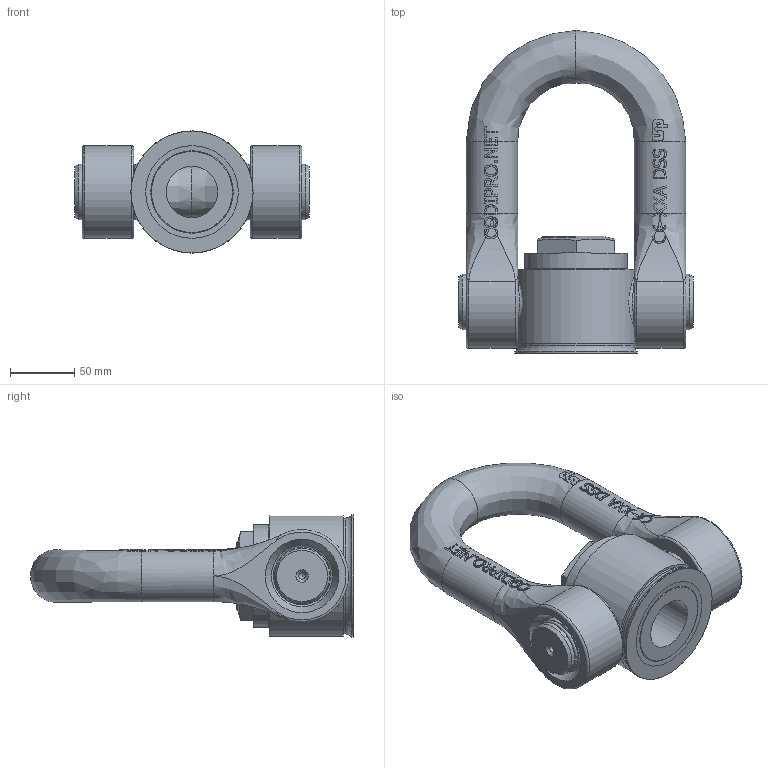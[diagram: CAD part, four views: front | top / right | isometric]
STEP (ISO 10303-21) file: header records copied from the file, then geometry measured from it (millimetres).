
FILE_DESCRIPTION(/* description */ (''),/* implementation_level */ '2;1');
FILE_NAME(/* name */ 'FE DSS M45 UP.stp',/* time_stamp */ '2017-09-22T09:31:44+02:00',/* author */ ('rklenes'),/* organization */ (''),/* preprocessor_version */ 'ST-DEVELOPER v16.5',/* originating_system */ 'Autodesk Inventor 2017',/* authorisation */ '');
FILE_SCHEMA (('AUTOMOTIVE_DESIGN { 1 0 10303 214 3 1 1 }'));
Length unit declared in the file: millimetre
Products named in the file (7): FE DSS M45 UP; DSS_N4BISX68; DSM_N4X68_BIS; DSM_M4_BIS; DIN 7993 - A 42; DSE_M64A; FE_DSA_M45
Assembly tree (7 placements, depth 3):
  FE DSS M45 UP
    DSS_N4BISX68
      DSM_N4X68_BIS
      DSM_M4_BIS
      DIN 7993 - A 42  x2
    DSE_M64A
    FE_DSA_M45
Bounding box: 182 x 251 x 95 mm (x, y, z)
Volume: 1275000.7 mm3; surface area: 196444.3 mm2
Topology: 6 solids, 6 shells, 826 faces, 2251 edges, 1493 vertices
Faces by surface type: plane 411, bspline 269, cylinder 77, sphere 35, cone 21, torus 13
Full cylindrical faces by diameter (mm): 4.917 x2, 40 x2, 40.129 x1, 43 x4, 44.2 x2, 64 x3, 64.2 x1, 67.7 x2, 68 x3, 80 x1, 90 x1, 95 x1
Entity records: 32106 total; most frequent: CARTESIAN_POINT 12533, ORIENTED_EDGE 4354, DIRECTION 3469, EDGE_CURVE 2177, VERTEX_POINT 1475, AXIS2_PLACEMENT_3D 1348, EDGE_LOOP 942, FACE_OUTER_BOUND 822
